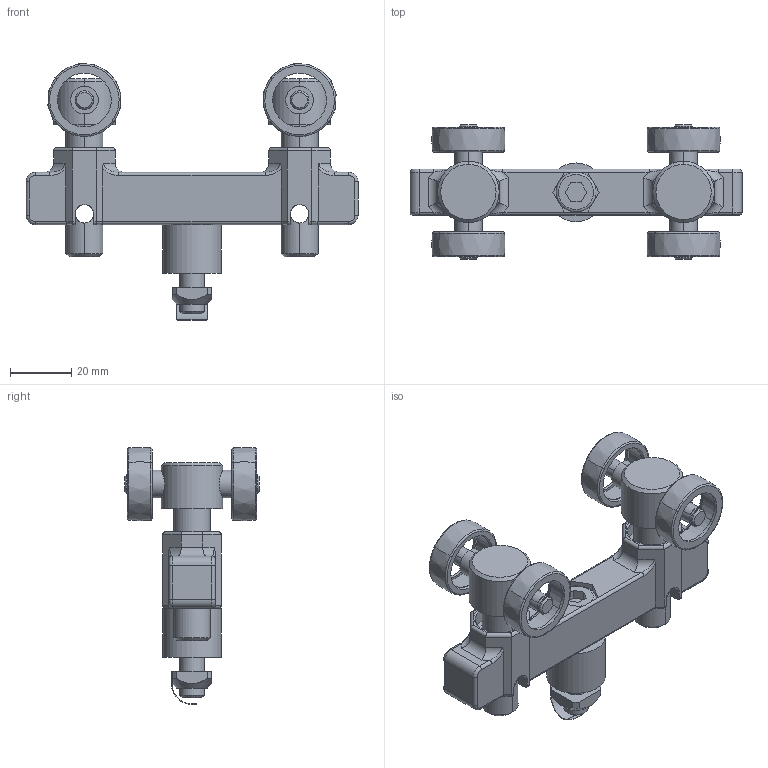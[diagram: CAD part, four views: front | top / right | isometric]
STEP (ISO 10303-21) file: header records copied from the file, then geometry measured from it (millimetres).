
FILE_DESCRIPTION(/* description */ (''),/* implementation_level */ '2;1');
FILE_NAME(/* name */ '55-010-1.stp',/* time_stamp */ '2021-02-01T08:51:03-05:00',/* author */ ('jmurphy'),/* organization */ (''),/* preprocessor_version */ 'ST-DEVELOPER v18.1',/* originating_system */ 'AutoCAD Mechanical',/* authorisation */ '');
FILE_SCHEMA (('AUTOMOTIVE_DESIGN { 1 0 10303 214 3 1 1 }'));
Length unit declared in the file: millimetre
Products named in the file (1): Product
Bounding box: 108 x 43.8 x 83.56 mm (x, y, z)
Volume: 56775 mm3; surface area: 30521.3 mm2
Topology: 16 solids, 16 shells, 441 faces, 1037 edges, 636 vertices
Faces by surface type: cylinder 197, plane 157, cone 40, torus 27, bspline 20
Full cylindrical faces by diameter (mm): 6.8 x1, 8 x1, 8.001 x1, 13 x1, 19.05 x1
Entity records: 16084 total; most frequent: CARTESIAN_POINT 5881, DIRECTION 2184, ORIENTED_EDGE 2066, EDGE_CURVE 1033, AXIS2_PLACEMENT_3D 835, VERTEX_POINT 636, LINE 514, VECTOR 514
